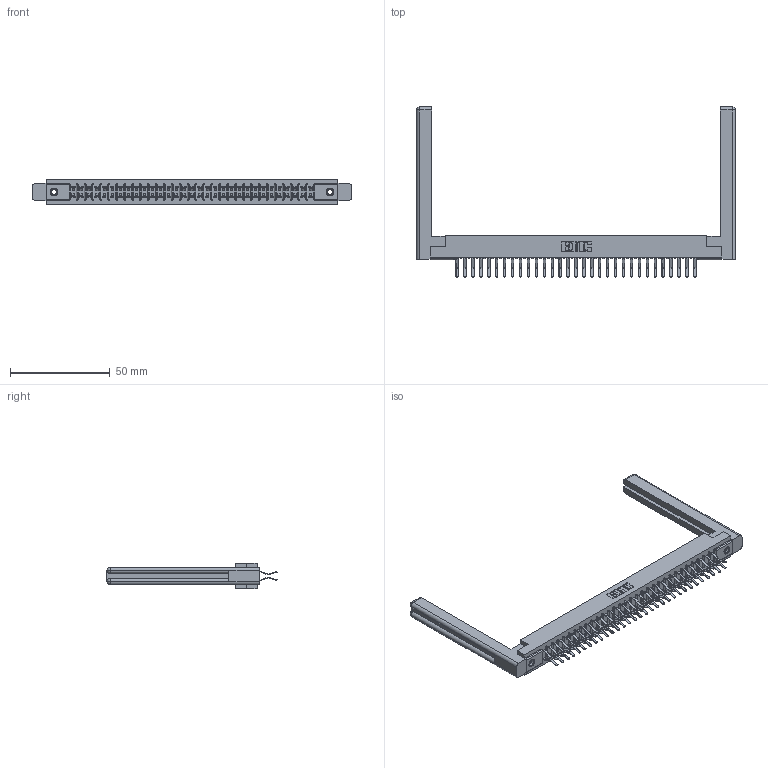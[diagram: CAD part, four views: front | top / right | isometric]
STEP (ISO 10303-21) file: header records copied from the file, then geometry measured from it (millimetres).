
FILE_DESCRIPTION (( 'STEP AP203' ), '1' );
FILE_NAME ('307-062-460-258.STEP', '2020-09-30T17:14:11', ( '' ), ( '' ), 'SwSTEP 2.0', 'SolidWorks 2020', '' );
FILE_SCHEMA (( 'CONFIG_CONTROL_DESIGN' ));
Length unit declared in the file: inch
Products named in the file (5): 307-062-460-258; 307-290-001_560; 307 Part_.156 Dia Mounting Holes; 307-220-058; 345-250-001_345-250-001-102
Assembly tree (67 placements, depth 2):
  307-062-460-258
    307 Part_.156 Dia Mounting Holes
    307-290-001_560  x62
    307-220-058  x2
    345-250-001_345-250-001-102  x2
Bounding box: 159.46 x 85.04 x 12.7 mm (x, y, z)
Volume: 24085.6 mm3; surface area: 25834.3 mm2
Topology: 67 solids, 67 shells, 3392 faces, 9481 edges, 6138 vertices
Faces by surface type: plane 2200, cylinder 1104, sphere 64, torus 12, cone 12
Entity records: 31661 total; most frequent: CARTESIAN_POINT 5202, ORIENTED_EDGE 5096, DIRECTION 5058, EDGE_CURVE 2548, VECTOR 1946, LINE 1946, VERTEX_POINT 1646, AXIS2_PLACEMENT_3D 1556
